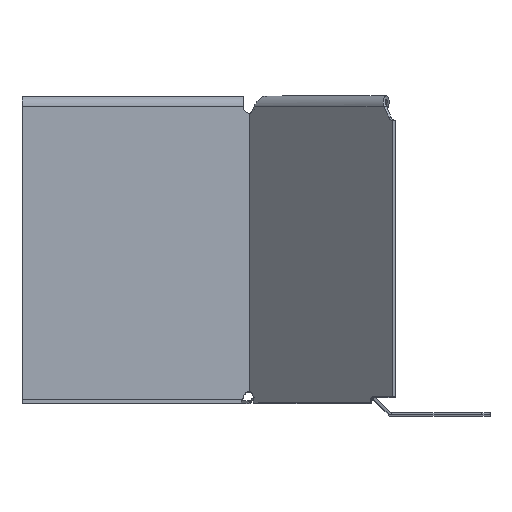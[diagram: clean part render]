
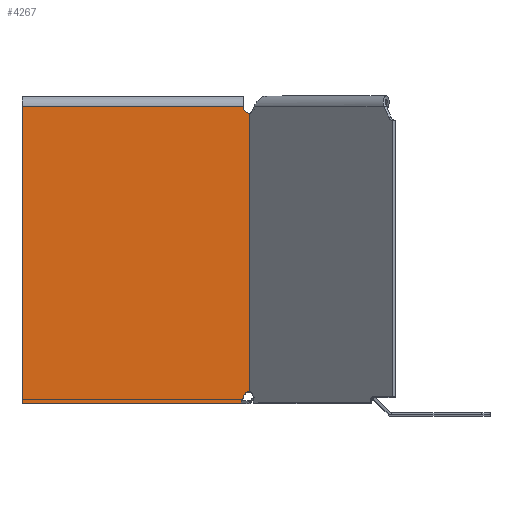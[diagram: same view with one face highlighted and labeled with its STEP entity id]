
A CAD part, top view. The second image highlights one B-rep face of the part: STEP entity #4267.
In plain terms, the highlighted face is planar.
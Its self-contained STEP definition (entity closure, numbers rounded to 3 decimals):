
#32 = DIRECTION ( 'NONE',  ( -1., 0., 0. ) ) ;
#162 = LINE ( 'NONE', #4179, #4942 ) ;
#170 = ORIENTED_EDGE ( 'NONE', *, *, #3504, .F. ) ;
#299 = EDGE_LOOP ( 'NONE', ( #4101, #3968, #688, #2065, #170, #4525, #4750, #2704, #1735, #3144 ) ) ;
#410 = CARTESIAN_POINT ( 'NONE',  ( -206.54, 0., -6.75 ) ) ;
#470 = FACE_OUTER_BOUND ( 'NONE', #299, .T. ) ;
#582 = DIRECTION ( 'NONE',  ( 0., -1., 0. ) ) ;
#640 = DIRECTION ( 'NONE',  ( 0., 1., 0. ) ) ;
#688 = ORIENTED_EDGE ( 'NONE', *, *, #2464, .F. ) ;
#796 = EDGE_CURVE ( 'NONE', #5299, #4016, #5267, .T. ) ;
#854 = VERTEX_POINT ( 'NONE', #3956 ) ;
#908 = CARTESIAN_POINT ( 'NONE',  ( -79.049, 3.985, -6.75 ) ) ;
#913 = VERTEX_POINT ( 'NONE', #5234 ) ;
#950 = DIRECTION ( 'NONE',  ( -1., 0., 0. ) ) ;
#1081 = CARTESIAN_POINT ( 'NONE',  ( -76.8, 1.189, -6.75 ) ) ;
#1124 = B_SPLINE_CURVE_WITH_KNOTS ( 'NONE', 3,
 ( #2514, #5176, #5606, #3480 ),
 .UNSPECIFIED., .F., .F.,
 ( 4, 4 ),
 ( 0., 0. ),
 .UNSPECIFIED. ) ;
#1192 = CARTESIAN_POINT ( 'NONE',  ( -76.949, 1.47, -6.75 ) ) ;
#1322 = CARTESIAN_POINT ( 'NONE',  ( -79.118, 4., -6.75 ) ) ;
#1419 = VECTOR ( 'NONE', #1752, 1000. ) ;
#1555 = EDGE_CURVE ( 'NONE', #913, #2847, #4459, .T. ) ;
#1735 = ORIENTED_EDGE ( 'NONE', *, *, #1555, .T. ) ;
#1752 = DIRECTION ( 'NONE',  ( 1., 0., 0. ) ) ;
#1760 = AXIS2_PLACEMENT_3D ( 'NONE', #410, #2228, #32 ) ;
#1842 = CARTESIAN_POINT ( 'NONE',  ( -78.98, 101.031, -6.75 ) ) ;
#1863 = LINE ( 'NONE', #3651, #4580 ) ;
#1916 = VERTEX_POINT ( 'NONE', #2817 ) ;
#1980 = CIRCLE ( 'NONE', #3386, 2.25 ) ;
#2065 = ORIENTED_EDGE ( 'NONE', *, *, #5565, .F. ) ;
#2178 = EDGE_CURVE ( 'NONE', #5065, #913, #162, .T. ) ;
#2195 = DIRECTION ( 'NONE',  ( 0., 1., 0. ) ) ;
#2228 = DIRECTION ( 'NONE',  ( 0., 0., 1. ) ) ;
#2260 = PLANE ( 'NONE',  #1760 ) ;
#2277 = CARTESIAN_POINT ( 'NONE',  ( -206.54, 103.25, -6.75 ) ) ;
#2297 = B_SPLINE_CURVE_WITH_KNOTS ( 'NONE', 3,
 ( #5118, #1192, #1081, #5180, #4676, #5638 ),
 .UNSPECIFIED., .F., .F.,
 ( 4, 2, 4 ),
 ( 0.001, 0.002, 0.003 ),
 .UNSPECIFIED. ) ;
#2315 = CARTESIAN_POINT ( 'NONE',  ( -78.98, 3.969, -6.75 ) ) ;
#2317 = EDGE_CURVE ( 'NONE', #5065, #1916, #2590, .T. ) ;
#2395 = CARTESIAN_POINT ( 'NONE',  ( -79.35, 103.25, -6.75 ) ) ;
#2426 = VECTOR ( 'NONE', #3127, 1000. ) ;
#2464 = EDGE_CURVE ( 'NONE', #854, #5727, #1863, .T. ) ;
#2483 = B_SPLINE_CURVE_WITH_KNOTS ( 'NONE', 3,
 ( #2315, #908, #1322, #3609 ),
 .UNSPECIFIED., .F., .F.,
 ( 4, 4 ),
 ( 0., 0. ),
 .UNSPECIFIED. ) ;
#2514 = CARTESIAN_POINT ( 'NONE',  ( -78.98, 101.031, -6.75 ) ) ;
#2590 = LINE ( 'NONE', #5253, #2426 ) ;
#2608 = EDGE_CURVE ( 'NONE', #4016, #2847, #2297, .T. ) ;
#2704 = ORIENTED_EDGE ( 'NONE', *, *, #2178, .T. ) ;
#2737 = DIRECTION ( 'NONE',  ( 0., -1., 0. ) ) ;
#2746 = AXIS2_PLACEMENT_3D ( 'NONE', #4937, #4446, #2195 ) ;
#2817 = CARTESIAN_POINT ( 'NONE',  ( 0., 103.25, -6.75 ) ) ;
#2847 = VERTEX_POINT ( 'NONE', #3760 ) ;
#3127 = DIRECTION ( 'NONE',  ( 0., 1., 0. ) ) ;
#3144 = ORIENTED_EDGE ( 'NONE', *, *, #2608, .F. ) ;
#3386 = AXIS2_PLACEMENT_3D ( 'NONE', #2395, #5084, #640 ) ;
#3432 = EDGE_CURVE ( 'NONE', #5731, #1916, #3514, .T. ) ;
#3480 = CARTESIAN_POINT ( 'NONE',  ( -79.187, 101., -6.75 ) ) ;
#3504 = EDGE_CURVE ( 'NONE', #5731, #5306, #1980, .T. ) ;
#3514 = LINE ( 'NONE', #2277, #1419 ) ;
#3609 = CARTESIAN_POINT ( 'NONE',  ( -79.187, 4., -6.75 ) ) ;
#3651 = CARTESIAN_POINT ( 'NONE',  ( -79.187, 0., -6.75 ) ) ;
#3760 = CARTESIAN_POINT ( 'NONE',  ( -76.361, 0., -6.75 ) ) ;
#3956 = CARTESIAN_POINT ( 'NONE',  ( -79.187, 101., -6.75 ) ) ;
#3968 = ORIENTED_EDGE ( 'NONE', *, *, #4193, .T. ) ;
#4016 = VERTEX_POINT ( 'NONE', #5531 ) ;
#4101 = ORIENTED_EDGE ( 'NONE', *, *, #796, .F. ) ;
#4125 = CARTESIAN_POINT ( 'NONE',  ( -79.187, 4., -6.75 ) ) ;
#4169 = CARTESIAN_POINT ( 'NONE',  ( 0., 1.75, -6.75 ) ) ;
#4179 = CARTESIAN_POINT ( 'NONE',  ( 0., 1.75, -6.75 ) ) ;
#4193 = EDGE_CURVE ( 'NONE', #5299, #5727, #2483, .T. ) ;
#4267 = ADVANCED_FACE ( 'NONE', ( #470 ), #2260, .F. ) ;
#4386 = VECTOR ( 'NONE', #950, 1000. ) ;
#4446 = DIRECTION ( 'NONE',  ( 0., 0., -1. ) ) ;
#4459 = LINE ( 'NONE', #5396, #4386 ) ;
#4525 = ORIENTED_EDGE ( 'NONE', *, *, #3432, .T. ) ;
#4580 = VECTOR ( 'NONE', #2737, 1000. ) ;
#4676 = CARTESIAN_POINT ( 'NONE',  ( -76.442, 0.304, -6.75 ) ) ;
#4750 = ORIENTED_EDGE ( 'NONE', *, *, #2317, .F. ) ;
#4937 = CARTESIAN_POINT ( 'NONE',  ( -79.35, 1.75, -6.75 ) ) ;
#4942 = VECTOR ( 'NONE', #582, 1000. ) ;
#5065 = VERTEX_POINT ( 'NONE', #4169 ) ;
#5084 = DIRECTION ( 'NONE',  ( 0., 0., -1. ) ) ;
#5118 = CARTESIAN_POINT ( 'NONE',  ( -77.1, 1.75, -6.75 ) ) ;
#5176 = CARTESIAN_POINT ( 'NONE',  ( -79.049, 101.015, -6.75 ) ) ;
#5180 = CARTESIAN_POINT ( 'NONE',  ( -76.547, 0.606, -6.75 ) ) ;
#5234 = CARTESIAN_POINT ( 'NONE',  ( 0., 0., -6.75 ) ) ;
#5253 = CARTESIAN_POINT ( 'NONE',  ( 0., 0., -6.75 ) ) ;
#5267 = CIRCLE ( 'NONE', #2746, 2.25 ) ;
#5299 = VERTEX_POINT ( 'NONE', #5324 ) ;
#5306 = VERTEX_POINT ( 'NONE', #1842 ) ;
#5324 = CARTESIAN_POINT ( 'NONE',  ( -78.98, 3.969, -6.75 ) ) ;
#5396 = CARTESIAN_POINT ( 'NONE',  ( -206.54, 0., -6.75 ) ) ;
#5456 = CARTESIAN_POINT ( 'NONE',  ( -77.1, 103.25, -6.75 ) ) ;
#5531 = CARTESIAN_POINT ( 'NONE',  ( -77.1, 1.75, -6.75 ) ) ;
#5565 = EDGE_CURVE ( 'NONE', #5306, #854, #1124, .T. ) ;
#5606 = CARTESIAN_POINT ( 'NONE',  ( -79.118, 101., -6.75 ) ) ;
#5638 = CARTESIAN_POINT ( 'NONE',  ( -76.361, 0., -6.75 ) ) ;
#5727 = VERTEX_POINT ( 'NONE', #4125 ) ;
#5731 = VERTEX_POINT ( 'NONE', #5456 ) ;
